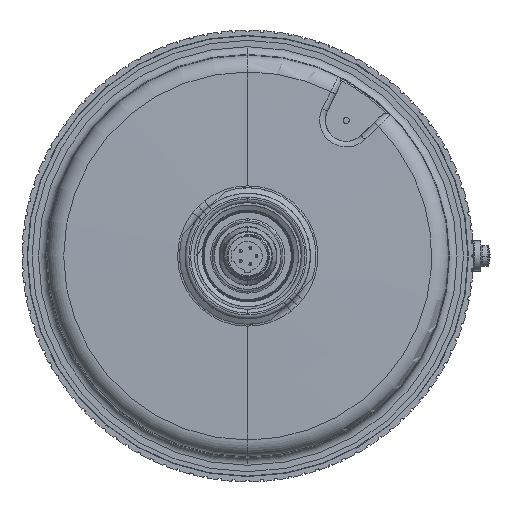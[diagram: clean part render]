
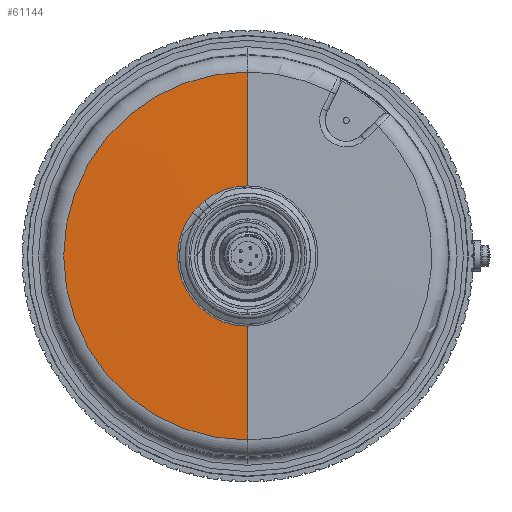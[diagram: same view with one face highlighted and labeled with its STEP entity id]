
A CAD part, front view. The second image highlights one B-rep face of the part: STEP entity #61144.
In plain terms, the highlighted conical face has half-angle 89 degrees and reference radius 33.329 mm.
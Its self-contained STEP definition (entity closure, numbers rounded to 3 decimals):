
#19065=DIRECTION('',(0.,-0.017,-1.));
#19066=VECTOR('',#19065,29.892);
#19067=CARTESIAN_POINT('',(0.,0.529,48.302));
#19068=LINE('',#19067,#19066);
#19156=DIRECTION('',(0.,-0.017,1.));
#19157=VECTOR('',#19156,29.892);
#19158=CARTESIAN_POINT('',(0.,0.529,
-48.302));
#19159=LINE('',#19158,#19157);
#19222=CARTESIAN_POINT('',(-11.433,0.007,
14.436));
#19223=CARTESIAN_POINT('',(-11.605,0.007,
14.275));
#19224=CARTESIAN_POINT('',(-11.95,0.006,
13.954));
#19225=CARTESIAN_POINT('',(-12.469,0.006,
13.469));
#19226=CARTESIAN_POINT('',(-12.814,0.006,
13.148));
#19227=CARTESIAN_POINT('',(-12.987,0.006,
12.987));
#19229=CARTESIAN_POINT('',(-12.987,0.006,
12.987));
#19230=CARTESIAN_POINT('',(-13.148,0.006,
12.814));
#19231=CARTESIAN_POINT('',(-13.469,0.006,
12.469));
#19232=CARTESIAN_POINT('',(-13.954,0.006,
11.95));
#19233=CARTESIAN_POINT('',(-14.275,0.007,
11.605));
#19234=CARTESIAN_POINT('',(-14.436,0.007,
11.433));
#19236=CARTESIAN_POINT('',(0.,0.007,0.));
#19237=DIRECTION('',(0.,1.,0.));
#19238=DIRECTION('',(0.,0.,-1.));
#19239=AXIS2_PLACEMENT_3D('',#19236,#19237,#19238);
#19241=CARTESIAN_POINT('',(0.,0.529,0.));
#19242=DIRECTION('',(0.,-1.,0.));
#19243=DIRECTION('',(0.,0.,1.));
#19244=AXIS2_PLACEMENT_3D('',#19241,#19242,#19243);
#19246=CARTESIAN_POINT('',(0.,0.007,0.));
#19247=DIRECTION('',(0.,1.,0.));
#19248=DIRECTION('',(-0.621,0.,0.784));
#19249=AXIS2_PLACEMENT_3D('',#19246,#19247,#19248);
#19251=CARTESIAN_POINT('',(-12.987,0.006,
12.987));
#19282=CARTESIAN_POINT('',(-11.433,0.007,
14.436));
#26362=CARTESIAN_POINT('',(-14.436,0.007,
11.433));
#40224=VERTEX_POINT('',#19282);
#40226=VERTEX_POINT('',#19251);
#40228=VERTEX_POINT('',#26362);
#40546=CARTESIAN_POINT('',(0.,0.529,48.302));
#40547=VERTEX_POINT('',#40546);
#40548=CARTESIAN_POINT('',(0.,0.529,
-48.302));
#40549=VERTEX_POINT('',#40548);
#40550=CARTESIAN_POINT('',(0.,0.007,18.415));
#40551=VERTEX_POINT('',#40550);
#40552=CARTESIAN_POINT('',(0.,0.007,-18.415));
#40553=VERTEX_POINT('',#40552);
#61126=CARTESIAN_POINT('',(0.,0.268,0.));
#61127=DIRECTION('',(0.,1.,0.));
#61128=DIRECTION('',(0.,0.,-1.));
#61129=AXIS2_PLACEMENT_3D('',#61126,#61127,#61128);
#61130=CONICAL_SURFACE('',#61129,33.329,89.);
#61132=ORIENTED_EDGE('',*,*,#61131,.T.);
#61134=ORIENTED_EDGE('',*,*,#61133,.T.);
#61135=ORIENTED_EDGE('',*,*,#61116,.F.);
#61136=ORIENTED_EDGE('',*,*,#61068,.F.);
#61138=ORIENTED_EDGE('',*,*,#61137,.F.);
#61139=ORIENTED_EDGE('',*,*,#61059,.T.);
#61141=ORIENTED_EDGE('',*,*,#61140,.F.);
#61142=EDGE_LOOP('',(#61132,#61134,#61135,#61136,#61138,#61139,#61141));
#61143=FACE_OUTER_BOUND('',#61142,.F.);
#61144=ADVANCED_FACE('',(#61143),#61130,.T.);
#19228=B_SPLINE_CURVE_WITH_KNOTS('',3,(#19222,#19223,#19224,#19225,#19226,
#19227),.UNSPECIFIED.,.F.,.F.,(4,1,1,4),(0.,0.333,
0.667,1.),.UNSPECIFIED.);
#19235=B_SPLINE_CURVE_WITH_KNOTS('',3,(#19229,#19230,#19231,#19232,#19233,
#19234),.UNSPECIFIED.,.F.,.F.,(4,1,1,4),(0.,0.333,
0.667,1.),.UNSPECIFIED.);
#19240=CIRCLE('',#19239,18.415);
#19245=CIRCLE('',#19244,48.302);
#19250=CIRCLE('',#19249,18.415);
#61059=EDGE_CURVE('',#40547,#40551,#19068,.T.);
#61068=EDGE_CURVE('',#40549,#40553,#19159,.T.);
#61116=EDGE_CURVE('',#40553,#40228,#19240,.T.);
#61131=EDGE_CURVE('',#40224,#40226,#19228,.T.);
#61133=EDGE_CURVE('',#40226,#40228,#19235,.T.);
#61137=EDGE_CURVE('',#40547,#40549,#19245,.T.);
#61140=EDGE_CURVE('',#40224,#40551,#19250,.T.);
